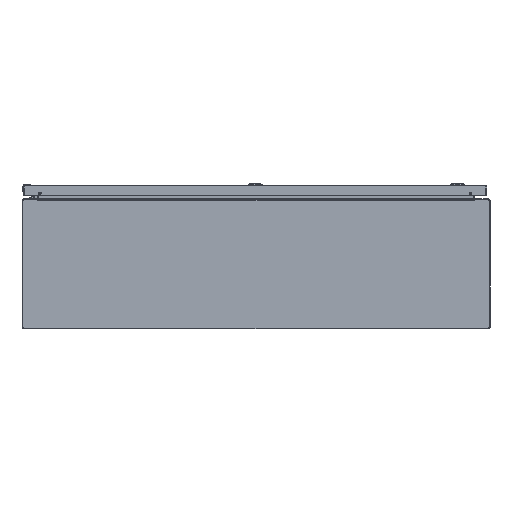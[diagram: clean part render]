
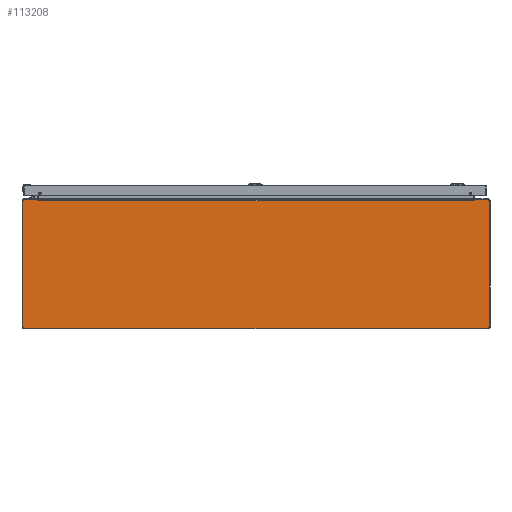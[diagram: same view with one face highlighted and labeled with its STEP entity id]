
A CAD part, front view. The second image highlights one B-rep face of the part: STEP entity #113208.
In plain terms, the highlighted planar face has unit normal (0, -1, 0).
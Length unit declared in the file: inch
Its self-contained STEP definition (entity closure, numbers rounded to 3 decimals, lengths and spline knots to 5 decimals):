
#1043 = ORIENTED_EDGE ( 'NONE', *, *, #2745, .T. ) ;
#2290 = DIRECTION ( 'NONE',  ( 0., -1., 0. ) ) ;
#2745 = EDGE_CURVE ( 'NONE', #172471, #78913, #176180, .T. ) ;
#3806 = EDGE_CURVE ( 'NONE', #155019, #56090, #180486, .T. ) ;
#6822 = CARTESIAN_POINT ( 'NONE',  ( 16.8136, -18., 4.883 ) ) ;
#16738 = ORIENTED_EDGE ( 'NONE', *, *, #3806, .F. ) ;
#20694 = CARTESIAN_POINT ( 'NONE',  ( -17.937, -18., -4.857 ) ) ;
#23791 = AXIS2_PLACEMENT_3D ( 'NONE', #90242, #2290, #74100 ) ;
#24267 = DIRECTION ( 'NONE',  ( 1., 0., 0. ) ) ;
#35325 = VERTEX_POINT ( 'NONE', #190522 ) ;
#39777 = EDGE_CURVE ( 'NONE', #78913, #84260, #80406, .T. ) ;
#42319 = CIRCLE ( 'NONE', #23791, 0.08 ) ;
#42371 = CARTESIAN_POINT ( 'NONE',  ( 0., -18., 4.937 ) ) ;
#44818 = CARTESIAN_POINT ( 'NONE',  ( 17.857, -18., 4.857 ) ) ;
#44842 = ORIENTED_EDGE ( 'NONE', *, *, #89415, .T. ) ;
#45631 = CARTESIAN_POINT ( 'NONE',  ( 0., -18., 0. ) ) ;
#47881 = PLANE ( 'NONE',  #223689 ) ;
#50654 = DIRECTION ( 'NONE',  ( 0., 0., 1. ) ) ;
#52032 = VECTOR ( 'NONE', #179355, 39.37008 ) ;
#52041 = ORIENTED_EDGE ( 'NONE', *, *, #184170, .T. ) ;
#52719 = EDGE_CURVE ( 'NONE', #215128, #152910, #200961, .T. ) ;
#53185 = CIRCLE ( 'NONE', #156536, 0.08 ) ;
#54708 = CARTESIAN_POINT ( 'NONE',  ( -17.857, -18., 4.937 ) ) ;
#55280 = VECTOR ( 'NONE', #208285, 39.37008 ) ;
#55447 = ORIENTED_EDGE ( 'NONE', *, *, #66083, .T. ) ;
#55770 = ORIENTED_EDGE ( 'NONE', *, *, #74998, .F. ) ;
#56090 = VERTEX_POINT ( 'NONE', #91077 ) ;
#56743 = LINE ( 'NONE', #217629, #160527 ) ;
#57241 = ORIENTED_EDGE ( 'NONE', *, *, #210548, .T. ) ;
#58177 = AXIS2_PLACEMENT_3D ( 'NONE', #44818, #172059, #184905 ) ;
#58192 = LINE ( 'NONE', #189777, #55280 ) ;
#58783 = VERTEX_POINT ( 'NONE', #20694 ) ;
#61548 = DIRECTION ( 'NONE',  ( 0., -1., 0. ) ) ;
#61937 = LINE ( 'NONE', #225093, #134687 ) ;
#64959 = LINE ( 'NONE', #69514, #191005 ) ;
#66083 = EDGE_CURVE ( 'NONE', #132478, #113476, #42319, .T. ) ;
#68031 = CARTESIAN_POINT ( 'NONE',  ( 17.937, -18., 0. ) ) ;
#69514 = CARTESIAN_POINT ( 'NONE',  ( -17.937, -18., 0. ) ) ;
#70400 = ORIENTED_EDGE ( 'NONE', *, *, #39777, .T. ) ;
#74100 = DIRECTION ( 'NONE',  ( 0., 0., -1. ) ) ;
#74983 = ORIENTED_EDGE ( 'NONE', *, *, #168935, .T. ) ;
#74998 = EDGE_CURVE ( 'NONE', #56090, #84260, #58192, .T. ) ;
#75002 = CARTESIAN_POINT ( 'NONE',  ( 17.937, -18., -4.857 ) ) ;
#75527 = DIRECTION ( 'NONE',  ( 0., 0., -1. ) ) ;
#77830 = CARTESIAN_POINT ( 'NONE',  ( -16.82312, -18., 4.937 ) ) ;
#78913 = VERTEX_POINT ( 'NONE', #167727 ) ;
#78936 = CARTESIAN_POINT ( 'NONE',  ( -17.857, -18., -4.857 ) ) ;
#79353 = DIRECTION ( 'NONE',  ( 0., 0., -1. ) ) ;
#80406 = LINE ( 'NONE', #222786, #148945 ) ;
#81796 = CARTESIAN_POINT ( 'NONE',  ( 0., -18., 4.937 ) ) ;
#84260 = VERTEX_POINT ( 'NONE', #93880 ) ;
#85478 = EDGE_CURVE ( 'NONE', #224802, #215128, #146821, .T. ) ;
#89415 = EDGE_CURVE ( 'NONE', #113476, #224802, #155897, .T. ) ;
#90242 = CARTESIAN_POINT ( 'NONE',  ( 17.857, -18., -4.857 ) ) ;
#91077 = CARTESIAN_POINT ( 'NONE',  ( -16.8136, -18., 4.883 ) ) ;
#93591 = AXIS2_PLACEMENT_3D ( 'NONE', #78936, #61548, #75527 ) ;
#93880 = CARTESIAN_POINT ( 'NONE',  ( -16.798, -18., 4.883 ) ) ;
#96602 = DIRECTION ( 'NONE',  ( 0., -1., 0. ) ) ;
#104385 = EDGE_CURVE ( 'NONE', #35325, #58783, #64959, .T. ) ;
#113208 = ADVANCED_FACE ( 'NONE', ( #190281 ), #47881, .T. ) ;
#113476 = VERTEX_POINT ( 'NONE', #75002 ) ;
#120398 = DIRECTION ( 'NONE',  ( 0., 0., -1. ) ) ;
#127435 = CARTESIAN_POINT ( 'NONE',  ( -17.857, -18., -4.937 ) ) ;
#128167 = ORIENTED_EDGE ( 'NONE', *, *, #104385, .T. ) ;
#131621 = CARTESIAN_POINT ( 'NONE',  ( 17.937, -18., 4.857 ) ) ;
#132478 = VERTEX_POINT ( 'NONE', #137969 ) ;
#134687 = VECTOR ( 'NONE', #137016, 39.37008 ) ;
#137016 = DIRECTION ( 'NONE',  ( -0.174, 0., -0.985 ) ) ;
#137335 = ORIENTED_EDGE ( 'NONE', *, *, #203418, .T. ) ;
#137969 = CARTESIAN_POINT ( 'NONE',  ( 17.857, -18., -4.937 ) ) ;
#146330 = VERTEX_POINT ( 'NONE', #127435 ) ;
#146821 = CIRCLE ( 'NONE', #58177, 0.08 ) ;
#148945 = VECTOR ( 'NONE', #189189, 39.37008 ) ;
#149822 = ORIENTED_EDGE ( 'NONE', *, *, #85478, .T. ) ;
#152310 = DIRECTION ( 'NONE',  ( -1., 0., 0. ) ) ;
#152910 = VERTEX_POINT ( 'NONE', #183166 ) ;
#155019 = VERTEX_POINT ( 'NONE', #77830 ) ;
#155897 = LINE ( 'NONE', #68031, #159838 ) ;
#156536 = AXIS2_PLACEMENT_3D ( 'NONE', #164921, #96602, #79353 ) ;
#159838 = VECTOR ( 'NONE', #50654, 39.37008 ) ;
#160527 = VECTOR ( 'NONE', #24267, 39.37008 ) ;
#163043 = CARTESIAN_POINT ( 'NONE',  ( -16.81836, -18., 4.91 ) ) ;
#164921 = CARTESIAN_POINT ( 'NONE',  ( -17.857, -18., 4.857 ) ) ;
#167385 = VECTOR ( 'NONE', #152310, 39.37008 ) ;
#167727 = CARTESIAN_POINT ( 'NONE',  ( 16.798, -18., 4.883 ) ) ;
#168246 = DIRECTION ( 'NONE',  ( 0., 0., -1. ) ) ;
#168935 = EDGE_CURVE ( 'NONE', #199885, #35325, #53185, .T. ) ;
#170477 = EDGE_CURVE ( 'NONE', #152910, #172471, #61937, .T. ) ;
#172059 = DIRECTION ( 'NONE',  ( 0., -1., 0. ) ) ;
#172471 = VERTEX_POINT ( 'NONE', #6822 ) ;
#172835 = DIRECTION ( 'NONE',  ( 0., -1., 0. ) ) ;
#176180 = LINE ( 'NONE', #192467, #179493 ) ;
#179355 = DIRECTION ( 'NONE',  ( 0.174, 0., -0.985 ) ) ;
#179493 = VECTOR ( 'NONE', #227286, 39.37008 ) ;
#180486 = LINE ( 'NONE', #163043, #52032 ) ;
#182769 = CARTESIAN_POINT ( 'NONE',  ( 17.857, -18., 4.937 ) ) ;
#183166 = CARTESIAN_POINT ( 'NONE',  ( 16.82312, -18., 4.937 ) ) ;
#183596 = DIRECTION ( 'NONE',  ( -1., 0., 0. ) ) ;
#184170 = EDGE_CURVE ( 'NONE', #155019, #199885, #218748, .T. ) ;
#184412 = ORIENTED_EDGE ( 'NONE', *, *, #170477, .T. ) ;
#184905 = DIRECTION ( 'NONE',  ( 0., 0., -1. ) ) ;
#189189 = DIRECTION ( 'NONE',  ( -1., 0., 0. ) ) ;
#189199 = EDGE_LOOP ( 'NONE', ( #52041, #74983, #128167, #57241, #137335, #55447, #44842, #149822, #220287, #184412, #1043, #70400, #55770, #16738 ) ) ;
#189777 = CARTESIAN_POINT ( 'NONE',  ( -16.80579, -18., 4.883 ) ) ;
#190281 = FACE_OUTER_BOUND ( 'NONE', #189199, .T. ) ;
#190522 = CARTESIAN_POINT ( 'NONE',  ( -17.937, -18., 4.857 ) ) ;
#191005 = VECTOR ( 'NONE', #120398, 39.37008 ) ;
#191128 = VECTOR ( 'NONE', #183596, 39.37008 ) ;
#192467 = CARTESIAN_POINT ( 'NONE',  ( 16.80579, -18., 4.883 ) ) ;
#193473 = CIRCLE ( 'NONE', #93591, 0.08 ) ;
#199885 = VERTEX_POINT ( 'NONE', #54708 ) ;
#200961 = LINE ( 'NONE', #42371, #191128 ) ;
#203418 = EDGE_CURVE ( 'NONE', #146330, #132478, #56743, .T. ) ;
#208285 = DIRECTION ( 'NONE',  ( 1., 0., 0. ) ) ;
#210548 = EDGE_CURVE ( 'NONE', #58783, #146330, #193473, .T. ) ;
#215128 = VERTEX_POINT ( 'NONE', #182769 ) ;
#217629 = CARTESIAN_POINT ( 'NONE',  ( 0., -18., -4.937 ) ) ;
#218748 = LINE ( 'NONE', #81796, #167385 ) ;
#220287 = ORIENTED_EDGE ( 'NONE', *, *, #52719, .T. ) ;
#222786 = CARTESIAN_POINT ( 'NONE',  ( 0., -18., 4.883 ) ) ;
#223689 = AXIS2_PLACEMENT_3D ( 'NONE', #45631, #172835, #168246 ) ;
#224802 = VERTEX_POINT ( 'NONE', #131621 ) ;
#225093 = CARTESIAN_POINT ( 'NONE',  ( 16.81836, -18., 4.91 ) ) ;
#227286 = DIRECTION ( 'NONE',  ( -1., 0., 0. ) ) ;
